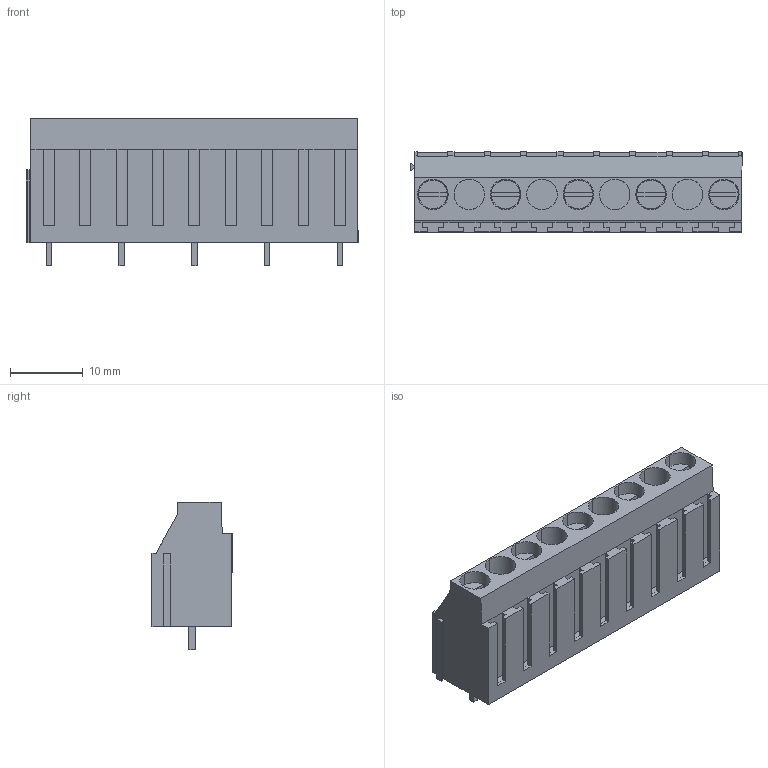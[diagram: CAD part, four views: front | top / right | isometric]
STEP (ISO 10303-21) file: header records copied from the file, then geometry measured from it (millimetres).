
FILE_DESCRIPTION(('CATIA V5 STEP Exchange','CAx-IF Rec.Pracs.--- Model Styling and Organization---1.4--- 2014-01-23'),'2;1');
FILE_NAME ('245451-1_0_2613360000_2613360000.stp','2022-06-10T08:40:11+00:00',('none'),('Weidmueller'),'CATIA Version 5-6 Release 2016 SP3 HF44','CATIA V5 STEP AP214','none');
FILE_SCHEMA(('AUTOMOTIVE_DESIGN { 1 0 10303 214 1 1 1 1 }'));
Length unit declared in the file: millimetre
Products named in the file (1): 2613360000
Bounding box: 45.65 x 11 x 20.32 mm (x, y, z)
Volume: 5872.3 mm3; surface area: 4951.5 mm2
Topology: 11 solids, 11 shells, 547 faces, 1456 edges, 958 vertices
Faces by surface type: plane 509, cylinder 28, extrusion 10
Entity records: 15662 total; most frequent: CARTESIAN_POINT 3094, ORIENTED_EDGE 2912, DIRECTION 2003, EDGE_CURVE 1456, VECTOR 1370, LINE 1360, VERTEX_POINT 958, EDGE_LOOP 574
